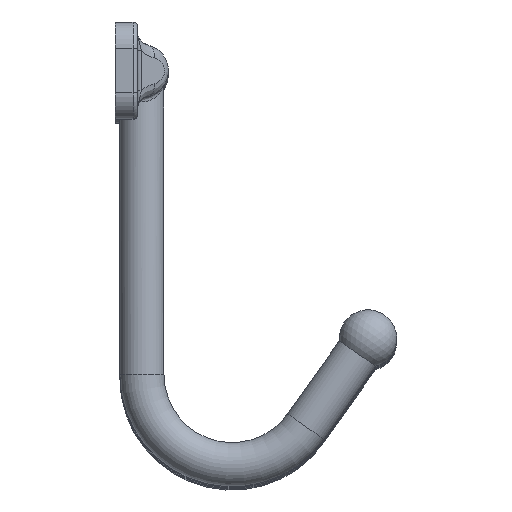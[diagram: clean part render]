
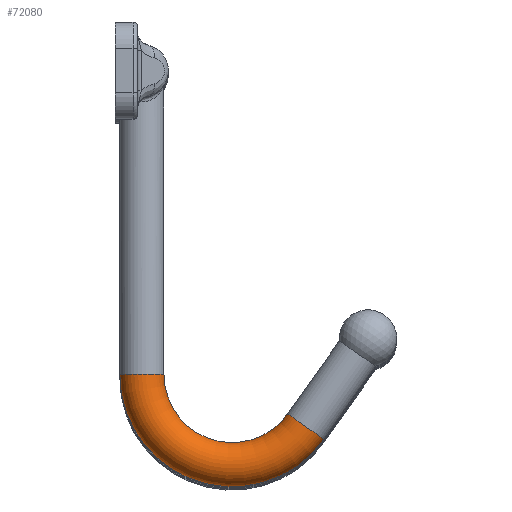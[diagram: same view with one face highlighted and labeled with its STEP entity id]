
A CAD part, top view. The second image highlights one B-rep face of the part: STEP entity #72080.
In plain terms, the highlighted toroidal (fillet/blend) face has major radius 10.2 mm and minor radius 2.5 mm.
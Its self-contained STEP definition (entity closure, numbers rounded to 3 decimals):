
#71470=CARTESIAN_POINT('',(5.,12.7,144.6));
#71480=VERTEX_POINT('',#71470);
#71600=CARTESIAN_POINT('',(0.,12.7,144.6));
#71610=VERTEX_POINT('',#71600);
#71640=CARTESIAN_POINT('',(2.5,12.7,144.6));
#71650=DIRECTION('',(0.,-1.,0.));
#71660=DIRECTION('',(1.,0.,0.));
#71670=AXIS2_PLACEMENT_3D('',#71640,#71650,#71660);
#71680=CIRCLE('',#71670,2.5);
#71740=CARTESIAN_POINT('',(12.7,12.7,144.6));
#71750=DIRECTION('',(0.,0.,1.));
#71760=DIRECTION('',(-1.,0.,0.));
#71770=AXIS2_PLACEMENT_3D('',#71740,#71750,#71760);
#71780=TOROIDAL_SURFACE('',#71770,10.2,2.5);
#71790=CARTESIAN_POINT('',(12.7,12.7,144.6));
#71800=DIRECTION('',(0.,0.,1.));
#71810=DIRECTION('',(-1.,0.,0.));
#71820=AXIS2_PLACEMENT_3D('',#71790,#71800,#71810);
#71830=CIRCLE('',#71820,12.7);
#71840=CARTESIAN_POINT('',(23.065,5.361,144.6));
#71850=VERTEX_POINT('',#71840);
#71860=EDGE_CURVE('',#71610,#71850,#71830,.T.);
#71870=ORIENTED_EDGE('',*,*,#71860,.T.);
#71880=EDGE_CURVE('',#71480,#71610,#71680,.T.);
#71890=ORIENTED_EDGE('',*,*,#71880,.T.);
#71900=CARTESIAN_POINT('',(12.7,12.7,144.6));
#71910=DIRECTION('',(0.,0.,1.));
#71920=DIRECTION('',(-1.,0.,0.));
#71930=AXIS2_PLACEMENT_3D('',#71900,#71910,#71920);
#71940=CIRCLE('',#71930,7.7);
#71950=CARTESIAN_POINT('',(18.984,8.25,144.6));
#71960=VERTEX_POINT('',#71950);
#71970=EDGE_CURVE('',#71480,#71960,#71940,.T.);
#71980=ORIENTED_EDGE('',*,*,#71970,.F.);
#71990=CARTESIAN_POINT('',(21.025,6.806,144.6));
#72000=DIRECTION('',(-0.578,-0.816,0.));
#72010=DIRECTION('',(-0.816,0.578,0.));
#72020=AXIS2_PLACEMENT_3D('',#71990,#72000,#72010);
#72030=CIRCLE('',#72020,2.5);
#72040=EDGE_CURVE('',#71850,#71960,#72030,.T.);
#72050=ORIENTED_EDGE('',*,*,#72040,.T.);
#72060=EDGE_LOOP('',(#72050,#71980,#71890,#71870));
#72070=FACE_OUTER_BOUND('',#72060,.T.);
#72080=ADVANCED_FACE('',(#72070),#71780,.T.);
